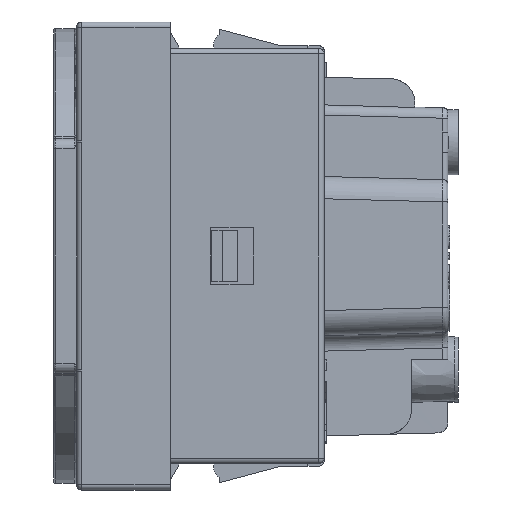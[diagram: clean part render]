
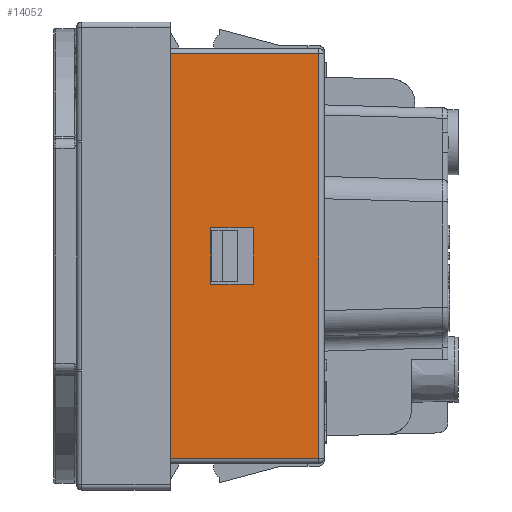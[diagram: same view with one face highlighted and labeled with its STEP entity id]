
A CAD part, left-side view. The second image highlights one B-rep face of the part: STEP entity #14052.
In plain terms, the highlighted planar face has unit normal (-1, 0, 0).
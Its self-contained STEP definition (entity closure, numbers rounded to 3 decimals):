
#84 = CARTESIAN_POINT ( 'NONE',  ( 53.652, 20.045, 19.45 ) ) ;
#1194 = CARTESIAN_POINT ( 'NONE',  ( 53.652, 16.145, -2.7 ) ) ;
#2796 = DIRECTION ( 'NONE',  ( 0., 0., -1. ) ) ;
#5957 = PLANE ( 'NONE',  #91276 ) ;
#8342 = CARTESIAN_POINT ( 'NONE',  ( 53.652, 20.045, 19.45 ) ) ;
#9003 = DIRECTION ( 'NONE',  ( 0., 1., 0. ) ) ;
#9234 = CARTESIAN_POINT ( 'NONE',  ( 53.652, 16.145, 2.7 ) ) ;
#10263 = CARTESIAN_POINT ( 'NONE',  ( 53.652, 12.045, 2.7 ) ) ;
#12012 = CARTESIAN_POINT ( 'NONE',  ( 53.652, 16.145, 2.7 ) ) ;
#14052 = ADVANCED_FACE ( 'NONE', ( #38020, #21727 ), #5957, .F. ) ;
#14358 = LINE ( 'NONE', #74678, #76856 ) ;
#15435 = VERTEX_POINT ( 'NONE', #88938 ) ;
#15480 = VERTEX_POINT ( 'NONE', #9234 ) ;
#15768 = VECTOR ( 'NONE', #56397, 1000. ) ;
#15973 = EDGE_LOOP ( 'NONE', ( #87328, #77657, #41726, #70648 ) ) ;
#16624 = DIRECTION ( 'NONE',  ( 0., 0., -1. ) ) ;
#17610 = LINE ( 'NONE', #12012, #86942 ) ;
#18018 = EDGE_CURVE ( 'NONE', #15435, #96729, #46150, .T. ) ;
#19140 = EDGE_LOOP ( 'NONE', ( #53010, #35886, #86696, #19598 ) ) ;
#19598 = ORIENTED_EDGE ( 'NONE', *, *, #79075, .T. ) ;
#20905 = EDGE_CURVE ( 'NONE', #15480, #15435, #17610, .T. ) ;
#21727 = FACE_OUTER_BOUND ( 'NONE', #15973, .T. ) ;
#22874 = LINE ( 'NONE', #31729, #70606 ) ;
#23283 = CARTESIAN_POINT ( 'NONE',  ( 53.652, 5.745, -19.45 ) ) ;
#26187 = LINE ( 'NONE', #63322, #15768 ) ;
#31729 = CARTESIAN_POINT ( 'NONE',  ( 53.652, 5.745, -19.45 ) ) ;
#32134 = EDGE_CURVE ( 'NONE', #92452, #91244, #22874, .T. ) ;
#35886 = ORIENTED_EDGE ( 'NONE', *, *, #20905, .F. ) ;
#36307 = VERTEX_POINT ( 'NONE', #37188 ) ;
#37123 = LINE ( 'NONE', #84, #42610 ) ;
#37188 = CARTESIAN_POINT ( 'NONE',  ( 53.652, 5.745, 19.45 ) ) ;
#38020 = FACE_BOUND ( 'NONE', #19140, .T. ) ;
#39462 = VECTOR ( 'NONE', #84246, 1000. ) ;
#40647 = CARTESIAN_POINT ( 'NONE',  ( 53.652, 12.045, -2.7 ) ) ;
#41726 = ORIENTED_EDGE ( 'NONE', *, *, #67205, .T. ) ;
#42610 = VECTOR ( 'NONE', #81183, 1000. ) ;
#42839 = VECTOR ( 'NONE', #82085, 1000. ) ;
#43986 = CARTESIAN_POINT ( 'NONE',  ( 53.652, 5.745, 19.45 ) ) ;
#44464 = DIRECTION ( 'NONE',  ( 1., 0., 0. ) ) ;
#45443 = LINE ( 'NONE', #43986, #42839 ) ;
#46150 = LINE ( 'NONE', #1194, #39462 ) ;
#46690 = EDGE_CURVE ( 'NONE', #36307, #92452, #45443, .T. ) ;
#52385 = DIRECTION ( 'NONE',  ( 0., 1., 0. ) ) ;
#53010 = ORIENTED_EDGE ( 'NONE', *, *, #18018, .F. ) ;
#56397 = DIRECTION ( 'NONE',  ( 0., -1., 0. ) ) ;
#63322 = CARTESIAN_POINT ( 'NONE',  ( 53.652, 16.145, 2.7 ) ) ;
#66742 = CARTESIAN_POINT ( 'NONE',  ( 53.652, -0.705, 19.8 ) ) ;
#67205 = EDGE_CURVE ( 'NONE', #77040, #91244, #14358, .T. ) ;
#67255 = DIRECTION ( 'NONE',  ( 0., 0., -1. ) ) ;
#70606 = VECTOR ( 'NONE', #9003, 1000. ) ;
#70648 = ORIENTED_EDGE ( 'NONE', *, *, #32134, .F. ) ;
#71224 = EDGE_CURVE ( 'NONE', #77040, #36307, #37123, .T. ) ;
#71928 = VERTEX_POINT ( 'NONE', #10263 ) ;
#73259 = VECTOR ( 'NONE', #2796, 1000. ) ;
#74678 = CARTESIAN_POINT ( 'NONE',  ( 53.652, 20.045, 19.45 ) ) ;
#76856 = VECTOR ( 'NONE', #67255, 1000. ) ;
#77040 = VERTEX_POINT ( 'NONE', #8342 ) ;
#77657 = ORIENTED_EDGE ( 'NONE', *, *, #71224, .F. ) ;
#78908 = LINE ( 'NONE', #79411, #73259 ) ;
#79075 = EDGE_CURVE ( 'NONE', #71928, #96729, #78908, .T. ) ;
#79411 = CARTESIAN_POINT ( 'NONE',  ( 53.652, 12.045, 2.7 ) ) ;
#81183 = DIRECTION ( 'NONE',  ( 0., -1., 0. ) ) ;
#82085 = DIRECTION ( 'NONE',  ( 0., 0., -1. ) ) ;
#82443 = EDGE_CURVE ( 'NONE', #15480, #71928, #26187, .T. ) ;
#84246 = DIRECTION ( 'NONE',  ( 0., -1., 0. ) ) ;
#86672 = CARTESIAN_POINT ( 'NONE',  ( 53.652, 20.045, -19.45 ) ) ;
#86696 = ORIENTED_EDGE ( 'NONE', *, *, #82443, .T. ) ;
#86942 = VECTOR ( 'NONE', #16624, 1000. ) ;
#87328 = ORIENTED_EDGE ( 'NONE', *, *, #46690, .F. ) ;
#88938 = CARTESIAN_POINT ( 'NONE',  ( 53.652, 16.145, -2.7 ) ) ;
#91244 = VERTEX_POINT ( 'NONE', #86672 ) ;
#91276 = AXIS2_PLACEMENT_3D ( 'NONE', #66742, #44464, #52385 ) ;
#92452 = VERTEX_POINT ( 'NONE', #23283 ) ;
#96729 = VERTEX_POINT ( 'NONE', #40647 ) ;
